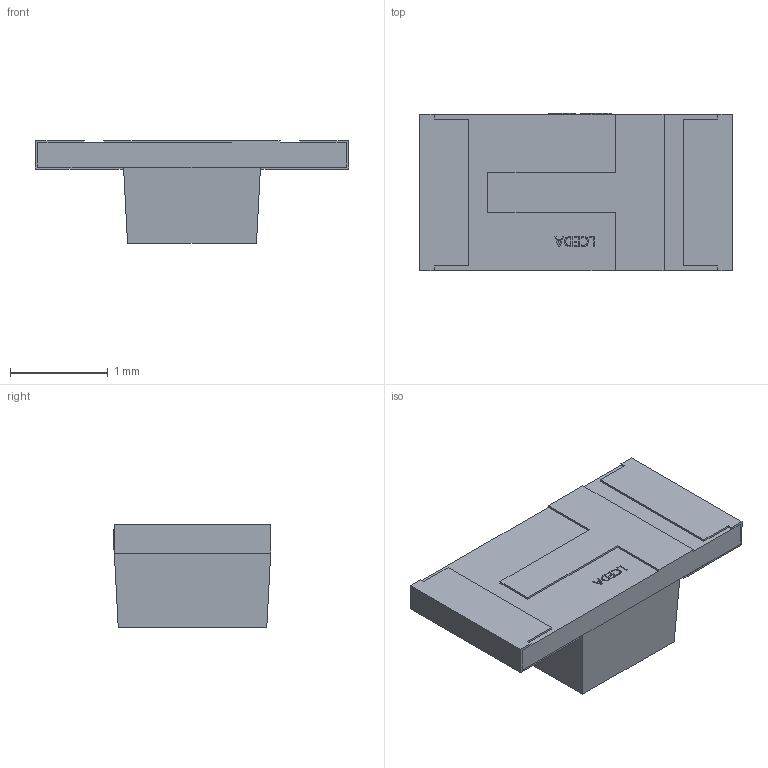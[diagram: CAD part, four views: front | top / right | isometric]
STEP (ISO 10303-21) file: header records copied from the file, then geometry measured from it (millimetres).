
FILE_DESCRIPTION (( 'STEP AP214' ), '1' );
FILE_NAME ('LED-SMD_L3.2-W1.6_KPTR-3216CGCK.step', '2022-07-08T12:44:43', ( '' ), ( '' ), 'SwSTEP 2.0', 'SolidWorks 2020', '' );
FILE_SCHEMA (( 'AUTOMOTIVE_DESIGN' ));
Length unit declared in the file: millimetre
Products named in the file (1): LED-SMD_L3.2-W1.6_KPTR-3216CGCK
Bounding box: 3.2 x 1.61 x 1.05 mm (x, y, z)
Volume: 3 mm3; surface area: 19.9 mm2
Topology: 3 solids, 3 shells, 344 faces, 932 edges, 620 vertices
Faces by surface type: plane 233, bspline 111
Entity records: 15244 total; most frequent: CARTESIAN_POINT 3588, ORIENTED_EDGE 1864, DIRECTION 1133, EDGE_CURVE 932, VECTOR 665, LINE 665, VERTEX_POINT 620, EDGE_LOOP 370
